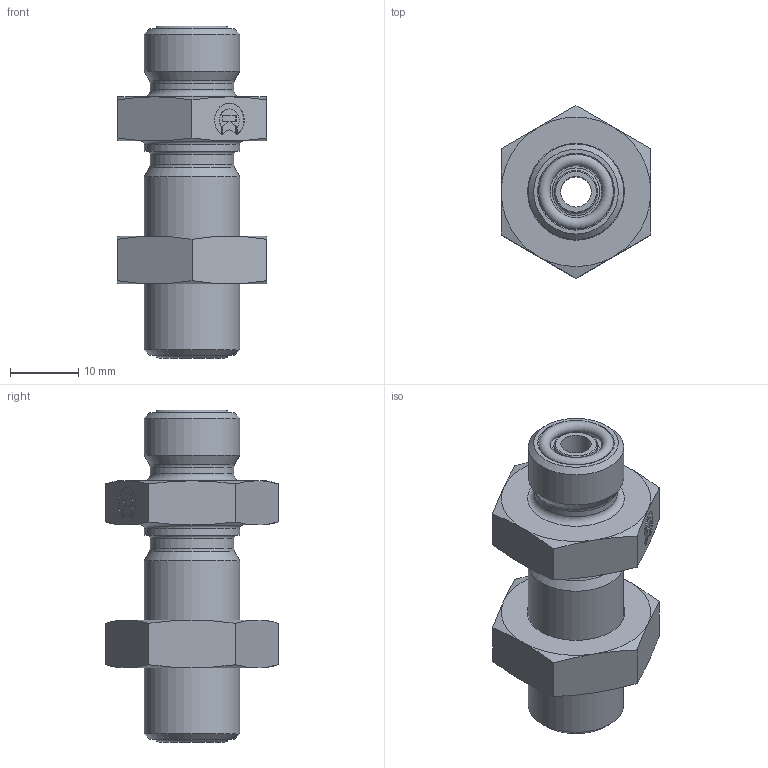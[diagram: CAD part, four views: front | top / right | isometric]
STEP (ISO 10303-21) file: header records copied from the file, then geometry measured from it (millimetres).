
FILE_DESCRIPTION((''),'2;1');
FILE_NAME('2031209Vi.stp','2015-01-12T13:08:51',(''),('KNOMI spol. s r. o.'),'Autodesk Inventor 2012','Autodesk Inventor 2012','');
FILE_SCHEMA(('AUTOMOTIVE_DESIGN { 1 2 10303 214 0 1 1 1 }'));
Length unit declared in the file: millimetre
Products named in the file (5): POSPMXO 6 (-4) Vi 9/16-18 / 9/16-18 (WWW); POSP; 2031409; 600765017890; 34040916
Assembly tree (5 placements, depth 3):
  POSPMXO 6 (-4) Vi 9/16-18 / 9/16-18 (WWW)
    POSP
      2031409
      600765017890  x2
    34040916
Bounding box: 22 x 25.4 x 48.82 mm (x, y, z)
Volume: 10112 mm3; surface area: 5560.6 mm2
Topology: 4 solids, 4 shells, 113 faces, 253 edges, 155 vertices
Faces by surface type: plane 53, cone 30, torus 15, cylinder 15
Full cylindrical faces by diameter (mm): 4.5 x1, 6.3 x2, 11 x2, 12.24 x2, 12.751 x1, 14.05 x3
Entity records: 3021 total; most frequent: CARTESIAN_POINT 581, DIRECTION 484, ORIENTED_EDGE 430, EDGE_CURVE 215, AXIS2_PLACEMENT_3D 195, EDGE_LOOP 157, VERTEX_POINT 148, FACE_OUTER_BOUND 112
